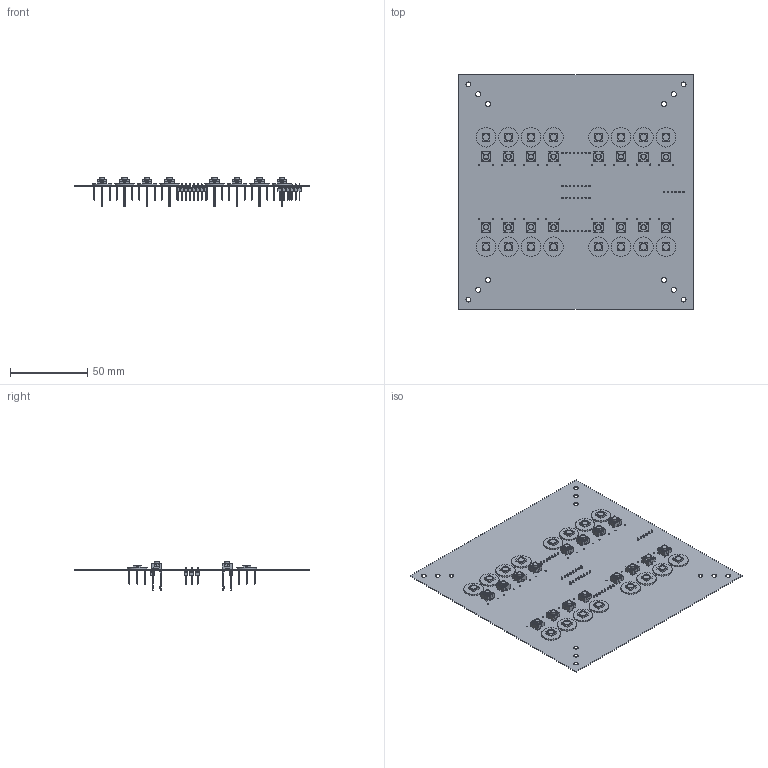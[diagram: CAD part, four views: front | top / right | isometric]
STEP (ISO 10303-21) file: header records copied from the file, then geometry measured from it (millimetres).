
FILE_DESCRIPTION(('Open CASCADE Model'),'2;1');
FILE_NAME('Open CASCADE Shape Model','2024-09-10T15:56:57',('Author'),( 'Open CASCADE'),'Open CASCADE STEP processor 7.5','Open CASCADE 7.5' ,'Unknown');
FILE_SCHEMA(('AUTOMOTIVE_DESIGN { 1 0 10303 214 1 1 1 1 }'));
Length unit declared in the file: millimetre
Products named in the file (48): PCB; Board; Open CASCADE STEP translator 7.5 1.1.1; J4; TSW-108-07-G-S; TSW-108-07-G-S_body; T-1S6-07-TSW-1-07-8-S; J2; J3; J5; SW16; TL59AF100Q; SW15; SW14; SW13; SW12; SW11; SW10; SW3; NEO16; half-inch-round-neopixel-board; NEO15; NEO14; NEO13; NEO12; NEO11; NEO10; NEO9; SW2; SW1; NEO8; NEO7; SW5; SW9; SW8; SW7; SW4; SW6; J1; TSW-106-07-G-S ...
Assembly tree (80 placements, depth 4):
  PCB
    Board
      Open CASCADE STEP translator 7.5 1.1.1
    J4
      TSW-108-07-G-S
        TSW-108-07-G-S_body
        T-1S6-07-TSW-1-07-8-S
    J2
      TSW-108-07-G-S
        TSW-108-07-G-S_body
        T-1S6-07-TSW-1-07-8-S
    J3
      TSW-108-07-G-S
        TSW-108-07-G-S_body
        T-1S6-07-TSW-1-07-8-S
    J5
      TSW-108-07-G-S
        TSW-108-07-G-S_body
        T-1S6-07-TSW-1-07-8-S
    SW16
      TL59AF100Q
    SW15
      TL59AF100Q
    SW14
      TL59AF100Q
    SW13
      TL59AF100Q
    SW12
      TL59AF100Q
    SW11
      TL59AF100Q
    SW10
      TL59AF100Q
    SW3
      TL59AF100Q
    NEO16
      half-inch-round-neopixel-board
    NEO15
      half-inch-round-neopixel-board
    NEO14
      half-inch-round-neopixel-board
    NEO13
      half-inch-round-neopixel-board
    NEO12
      half-inch-round-neopixel-board
    NEO11
      half-inch-round-neopixel-board
    NEO10
      half-inch-round-neopixel-board
    NEO9
      half-inch-round-neopixel-board
    SW2
      TL59AF100Q
    SW1
      TL59AF100Q
    NEO8
      half-inch-round-neopixel-board
    NEO7
      half-inch-round-neopixel-board
    SW5
Bounding box: 152.4 x 152.4 x 18.6 mm (x, y, z)
Volume: 12829.1 mm3; surface area: 62160.6 mm2
Topology: 27 solids, 43 shells, 5911 faces, 14988 edges, 9596 vertices
Faces by surface type: plane 4709, cylinder 1042, torus 80, cone 32, sphere 32, bspline 16
Full cylindrical faces by diameter (mm): 0.75 x64, 0.762 x32, 0.99 x32, 1.02 x102, 3.124 x12, 3.5 x16
Entity records: 36226 total; most frequent: CARTESIAN_POINT 6187, ORIENTED_EDGE 5929, DIRECTION 5834, EDGE_CURVE 2965, LINE 2496, VECTOR 2496, VERTEX_POINT 1898, AXIS2_PLACEMENT_3D 1669
